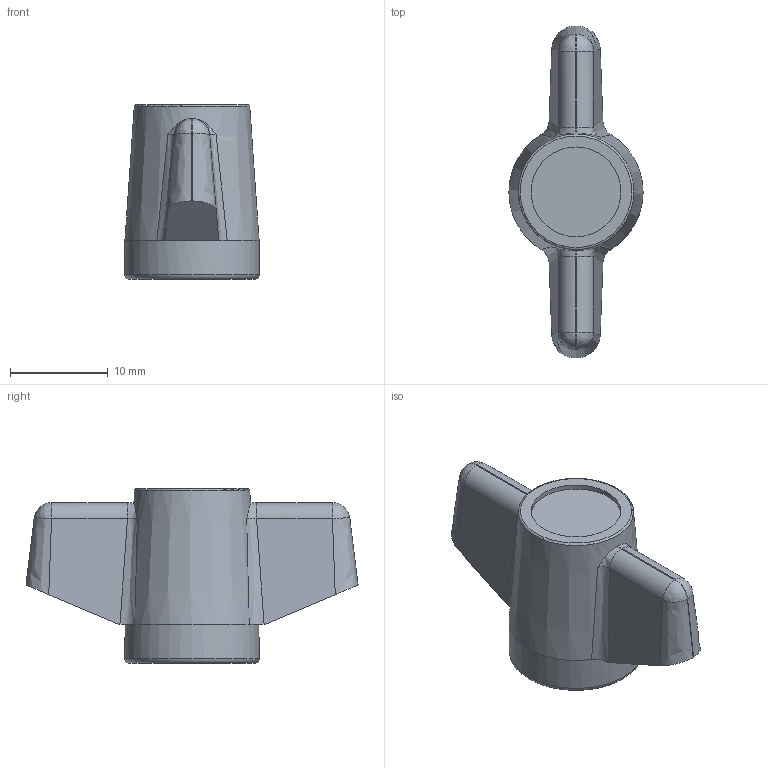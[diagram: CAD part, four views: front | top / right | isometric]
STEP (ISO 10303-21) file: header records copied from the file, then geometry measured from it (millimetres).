
FILE_DESCRIPTION(/* description */ ('Unknown'),/* implementation_level */ '2;1');
FILE_NAME(/* name */ '6309495_GB34_M05',/* time_stamp */ '2024-07-08T11:53:43+02:00',/* author */ ('Unknown'),/* organization */ ('Unknown'),/* preprocessor_version */ 'ST-DEVELOPER v19.4',/* originating_system */ 'Solid Edge',/* authorisation */ 'Unknown');
FILE_SCHEMA (('AUTOMOTIVE_DESIGN {1 0 10303 214 3 1 1}'));
Length unit declared in the file: millimetre
Products named in the file (3): Asm8; 6309495_GB34_M05_oa_0; 1801011_oa_1
Assembly tree (2 placements, depth 2):
  Asm8
    6309495_GB34_M05_oa_0
    1801011_oa_1
Bounding box: 13.75 x 34 x 17.9 mm (x, y, z)
Volume: 3091.9 mm3; surface area: 2287.1 mm2
Topology: 3 solids, 3 shells, 62 faces, 144 edges, 90 vertices
Faces by surface type: plane 20, cylinder 17, bspline 16, cone 5, sphere 2, torus 2
Full cylindrical faces by diameter (mm): 4.134 x3, 7 x4, 7.1 x2, 9.189 x1, 13.75 x1
Entity records: 3226 total; most frequent: CARTESIAN_POINT 1678, ORIENTED_EDGE 220, DIRECTION 198, EDGE_CURVE 110, FACE_BOUND 87, AXIS2_PLACEMENT_3D 87, EDGE_LOOP 84, VERTEX_POINT 79
